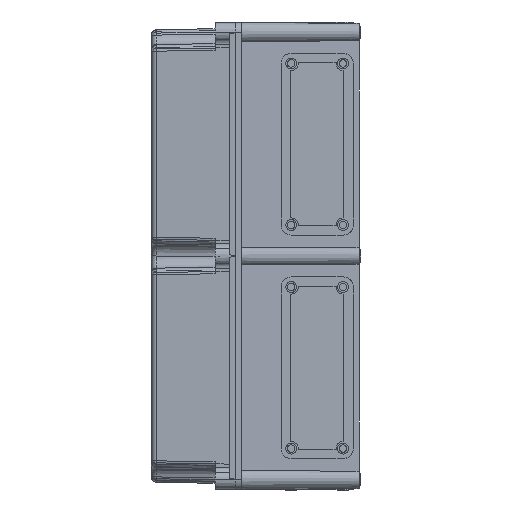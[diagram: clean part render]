
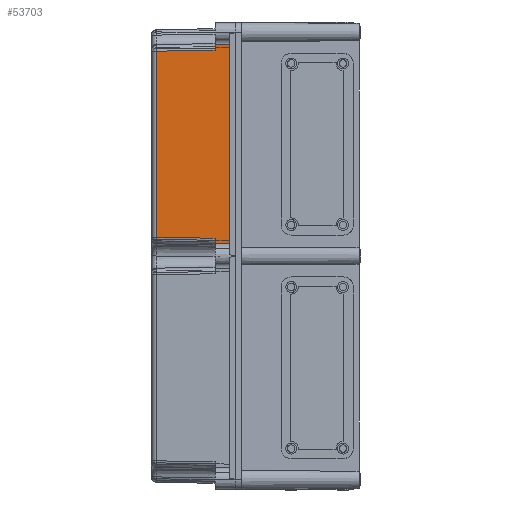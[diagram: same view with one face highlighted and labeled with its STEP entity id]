
A CAD part, left-side view. The second image highlights one B-rep face of the part: STEP entity #53703.
In plain terms, the highlighted face is planar.
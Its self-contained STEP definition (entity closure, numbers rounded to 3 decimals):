
#43325=CARTESIAN_POINT('',(-372.19,-114.28,
149.));
#43326=CARTESIAN_POINT('',(-371.741,-113.898,
172.372));
#43327=CARTESIAN_POINT('',(-371.292,-113.526,
195.743));
#43328=CARTESIAN_POINT('',(-370.843,-113.164,
219.115));
#43333=DIRECTION('',(0.,1.,0.));
#43334=VECTOR('',#43333,6.461);
#43335=CARTESIAN_POINT('',(-372.19,-120.741,
149.));
#43336=LINE('',#43335,#43334);
#43340=CARTESIAN_POINT('',(-372.516,-120.906,
132.));
#43341=CARTESIAN_POINT('',(-372.408,-120.85,
137.62));
#43342=CARTESIAN_POINT('',(-372.299,-120.795,
143.287));
#43343=CARTESIAN_POINT('',(-372.19,-120.741,
149.));
#43348=DIRECTION('',(0.,-1.,0.));
#43349=VECTOR('',#43348,237.811);
#43350=CARTESIAN_POINT('',(-372.516,116.906,
132.));
#43351=LINE('',#43350,#43349);
#43355=CARTESIAN_POINT('',(-372.19,116.741,149.));
#43356=CARTESIAN_POINT('',(-372.299,116.795,
143.287));
#43357=CARTESIAN_POINT('',(-372.408,116.85,
137.62));
#43358=CARTESIAN_POINT('',(-372.516,116.906,
132.));
#43363=DIRECTION('',(0.,1.,0.));
#43364=VECTOR('',#43363,6.461);
#43365=CARTESIAN_POINT('',(-372.19,110.28,
149.));
#43366=LINE('',#43365,#43364);
#43370=CARTESIAN_POINT('',(-370.843,109.164,
219.115));
#43371=CARTESIAN_POINT('',(-371.292,109.526,
195.743));
#43372=CARTESIAN_POINT('',(-371.741,109.898,
172.372));
#43373=CARTESIAN_POINT('',(-372.19,110.28,
149.));
#43378=DIRECTION('',(0.,1.,0.));
#43379=VECTOR('',#43378,222.327);
#43380=CARTESIAN_POINT('',(-370.843,-113.164,
219.115));
#43381=LINE('',#43380,#43379);
#44381=CARTESIAN_POINT('',(-372.516,-120.906,
132.));
#44434=CARTESIAN_POINT('',(-372.19,-120.741,
149.));
#44532=CARTESIAN_POINT('',(-372.19,116.741,149.));
#44585=CARTESIAN_POINT('',(-372.516,116.906,
132.));
#50487=VERTEX_POINT('',#44381);
#50490=VERTEX_POINT('',#44434);
#50574=VERTEX_POINT('',#44532);
#50575=CARTESIAN_POINT('',(-372.19,110.28,
149.));
#50576=VERTEX_POINT('',#50575);
#50579=VERTEX_POINT('',#44585);
#50632=VERTEX_POINT('',#43370);
#50633=VERTEX_POINT('',#43325);
#50634=VERTEX_POINT('',#43328);
#53681=CARTESIAN_POINT('',(-371.68,-2.,
175.558));
#53682=DIRECTION('',(1.,0.,-0.019));
#53683=DIRECTION('',(-0.019,0.,-1.));
#53684=AXIS2_PLACEMENT_3D('',#53681,#53682,#53683);
#53685=PLANE('',#53684);
#53687=ORIENTED_EDGE('',*,*,#53686,.F.);
#53689=ORIENTED_EDGE('',*,*,#53688,.F.);
#53691=ORIENTED_EDGE('',*,*,#53690,.F.);
#53693=ORIENTED_EDGE('',*,*,#53692,.F.);
#53695=ORIENTED_EDGE('',*,*,#53694,.F.);
#53697=ORIENTED_EDGE('',*,*,#53696,.F.);
#53699=ORIENTED_EDGE('',*,*,#53698,.F.);
#53700=ORIENTED_EDGE('',*,*,#53672,.F.);
#53701=EDGE_LOOP('',(#53687,#53689,#53691,#53693,#53695,#53697,#53699,#53700));
#53702=FACE_OUTER_BOUND('',#53701,.F.);
#53703=ADVANCED_FACE('',(#53702),#53685,.F.);
#43329=B_SPLINE_CURVE_WITH_KNOTS('',3,(#43325,#43326,#43327,#43328),
.UNSPECIFIED.,.F.,.F.,(4,4),(0.,1.),.UNSPECIFIED.);
#43344=B_SPLINE_CURVE_WITH_KNOTS('',3,(#43340,#43341,#43342,#43343),
.UNSPECIFIED.,.F.,.F.,(4,4),(0.,1.),.UNSPECIFIED.);
#43359=B_SPLINE_CURVE_WITH_KNOTS('',3,(#43355,#43356,#43357,#43358),
.UNSPECIFIED.,.F.,.F.,(4,4),(0.,1.),.UNSPECIFIED.);
#43374=B_SPLINE_CURVE_WITH_KNOTS('',3,(#43370,#43371,#43372,#43373),
.UNSPECIFIED.,.F.,.F.,(4,4),(0.,1.),.UNSPECIFIED.);
#53672=EDGE_CURVE('',#50634,#50632,#43381,.T.);
#53686=EDGE_CURVE('',#50633,#50634,#43329,.T.);
#53688=EDGE_CURVE('',#50490,#50633,#43336,.T.);
#53690=EDGE_CURVE('',#50487,#50490,#43344,.T.);
#53692=EDGE_CURVE('',#50579,#50487,#43351,.T.);
#53694=EDGE_CURVE('',#50574,#50579,#43359,.T.);
#53696=EDGE_CURVE('',#50576,#50574,#43366,.T.);
#53698=EDGE_CURVE('',#50632,#50576,#43374,.T.);
